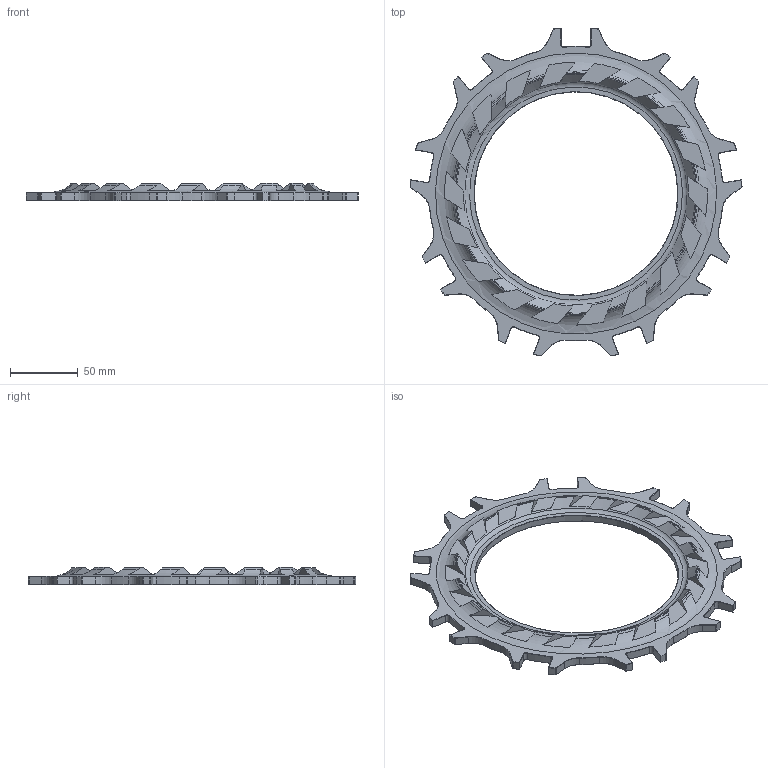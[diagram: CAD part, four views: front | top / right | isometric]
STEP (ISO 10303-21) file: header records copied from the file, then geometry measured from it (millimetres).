
FILE_DESCRIPTION(('STEP AP214'), '1');
FILE_NAME('Äèñê êîðçèíû â ñåðèþ', '2020-09-05T08:08:20', ('Àëåêñåé'), (' '), 'ASCON STEP Converter 1.3', 'ASCON Math Kernel', '');
FILE_SCHEMA(('AUTOMOTIVE_DESIGN { 1 0 10303 214 3 1 1}'));
Length unit declared in the file: millimetre
Bounding box: 244.77 x 241.6 x 13 mm (x, y, z)
Volume: 154062.9 mm3; surface area: 55553.1 mm2
Topology: 1 solids, 1 shells, 532 faces, 1375 edges, 846 vertices
Faces by surface type: cone 202, plane 201, cylinder 91, torus 38
Full cylindrical faces by diameter (mm): 150 x1
Entity records: 23433 total; most frequent: CARTESIAN_POINT 6345, ORIENTED_EDGE 2738, DIRECTION 2676, EDGE_CURVE 1369, AXIS2_PLACEMENT_3D 1036, VERTEX_POINT 846, LINE 604, VECTOR 604
